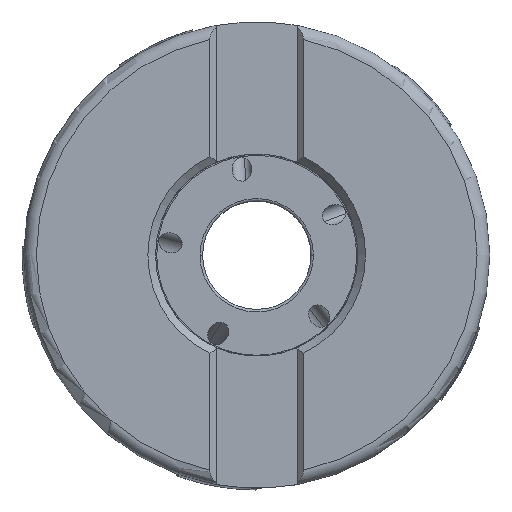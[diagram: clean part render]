
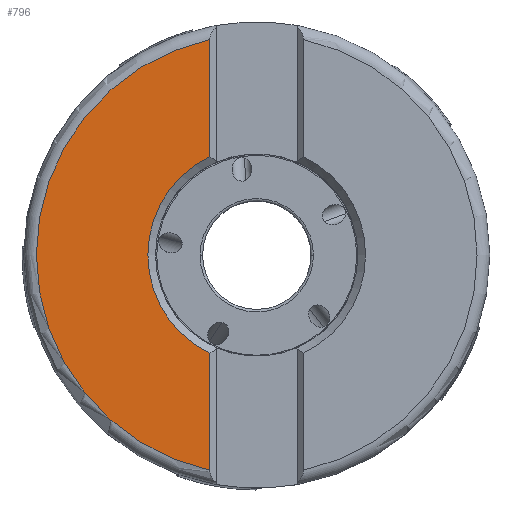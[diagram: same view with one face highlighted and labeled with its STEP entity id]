
A CAD part, top view. The second image highlights one B-rep face of the part: STEP entity #796.
In plain terms, the highlighted planar face has unit normal (0, 0, 1).
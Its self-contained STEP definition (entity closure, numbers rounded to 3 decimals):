
#353=PLANE('',#14231);
#796=ADVANCED_FACE('',(#1816),#353,.T.);
#1816=FACE_OUTER_BOUND('',#2499,.T.);
#2499=EDGE_LOOP('',(#6214,#6215,#6216,#6217,#6218,#6219));
#3196=LINE('',#23686,#3794);
#3197=LINE('',#23772,#3795);
#3794=VECTOR('',#16606,1.);
#3795=VECTOR('',#16617,1.);
#6214=ORIENTED_EDGE('',*,*,#11286,.F.);
#6215=ORIENTED_EDGE('',*,*,#11285,.F.);
#6216=ORIENTED_EDGE('',*,*,#11274,.T.);
#6217=ORIENTED_EDGE('',*,*,#11278,.F.);
#6218=ORIENTED_EDGE('',*,*,#11277,.F.);
#6219=ORIENTED_EDGE('',*,*,#11282,.T.);
#9615=VERTEX_POINT('',#23687);
#9616=VERTEX_POINT('',#23688);
#9617=VERTEX_POINT('',#23725);
#9618=VERTEX_POINT('',#23726);
#9621=VERTEX_POINT('',#23773);
#9623=VERTEX_POINT('',#23782);
#11274=EDGE_CURVE('',#9615,#9616,#3196,.T.);
#11277=EDGE_CURVE('',#9617,#9618,#12878,.T.);
#11278=EDGE_CURVE('',#9618,#9616,#12879,.T.);
#11282=EDGE_CURVE('',#9617,#9621,#3197,.T.);
#11285=EDGE_CURVE('',#9615,#9623,#12881,.T.);
#11286=EDGE_CURVE('',#9623,#9621,#12882,.T.);
#12878=CIRCLE('',#14208,34.575);
#12879=CIRCLE('',#14209,34.575);
#12881=CIRCLE('',#14213,17.075);
#12882=CIRCLE('',#14214,17.075);
#14208=AXIS2_PLACEMENT_3D('',#23724,#16609,#16610);
#14209=AXIS2_PLACEMENT_3D('',#23727,#16611,#16612);
#14213=AXIS2_PLACEMENT_3D('',#23781,#16621,#16622);
#14214=AXIS2_PLACEMENT_3D('',#23783,#16623,#16624);
#14231=AXIS2_PLACEMENT_3D('',#23819,#16663,#16664);
#16606=DIRECTION('',(0.,1.,0.));
#16609=DIRECTION('',(0.,0.,-1.));
#16610=DIRECTION('',(-0.213,-0.977,0.));
#16611=DIRECTION('',(0.,0.,-1.));
#16612=DIRECTION('',(-1.,0.001,0.));
#16617=DIRECTION('',(0.,1.,0.));
#16621=DIRECTION('',(0.,0.,1.));
#16622=DIRECTION('',(-0.43,0.903,0.));
#16623=DIRECTION('',(0.,0.,1.));
#16624=DIRECTION('',(-1.,0.,0.));
#16663=DIRECTION('',(0.,0.,1.));
#16664=DIRECTION('',(1.,0.,0.));
#23686=CARTESIAN_POINT('',(-7.35,15.412,0.));
#23687=CARTESIAN_POINT('',(-7.35,15.412,0.));
#23688=CARTESIAN_POINT('',(-7.35,33.785,0.));
#23724=CARTESIAN_POINT('',(0.,0.,0.));
#23725=CARTESIAN_POINT('',(-7.35,-33.785,0.));
#23726=CARTESIAN_POINT('',(-34.575,0.021,0.));
#23727=CARTESIAN_POINT('',(0.,0.,0.));
#23772=CARTESIAN_POINT('',(-7.35,-33.785,0.));
#23773=CARTESIAN_POINT('',(-7.35,-15.412,0.));
#23781=CARTESIAN_POINT('',(0.,0.,0.));
#23782=CARTESIAN_POINT('',(-17.075,0.,0.));
#23783=CARTESIAN_POINT('',(0.,0.,0.));
#23819=CARTESIAN_POINT('',(-20.962,0.,0.));
